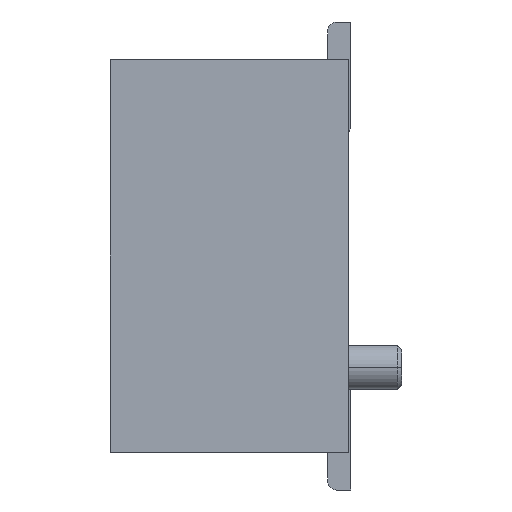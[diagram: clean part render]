
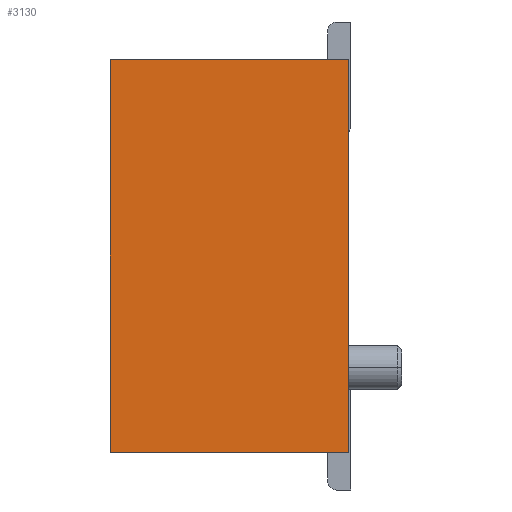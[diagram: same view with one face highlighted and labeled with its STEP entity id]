
A CAD part, left-side view. The second image highlights one B-rep face of the part: STEP entity #3130.
In plain terms, the highlighted planar face has unit normal (-1, 0, 0).
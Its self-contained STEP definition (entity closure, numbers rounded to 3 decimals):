
#2925=CARTESIAN_POINT('',(10.,3.27,-4.25));
#2926=VERTEX_POINT('',#2925);
#2933=CARTESIAN_POINT('',(10.,3.27,0.15));
#2934=VERTEX_POINT('',#2933);
#2935=CARTESIAN_POINT('',(10.,3.27,-4.25));
#2936=DIRECTION('',(0.,0.,1.));
#2937=VECTOR('',#2936,4.4);
#2938=LINE('',#2935,#2937);
#2939=EDGE_CURVE('',#2926,#2934,#2938,.T.);
#3100=CARTESIAN_POINT('',(10.,0.6,-3.875));
#3101=DIRECTION('',(0.,0.,1.));
#3102=DIRECTION('',(-1.,0.,0.));
#3103=AXIS2_PLACEMENT_3D('',#3100,#3102,#3101);
#3104=PLANE('',#3103);
#3105=CARTESIAN_POINT('',(10.,0.6,-4.25));
#3106=VERTEX_POINT('',#3105);
#3107=CARTESIAN_POINT('',(10.,0.6,0.15));
#3108=VERTEX_POINT('',#3107);
#3109=CARTESIAN_POINT('',(10.,0.6,-4.25));
#3110=DIRECTION('',(0.,0.,1.));
#3111=VECTOR('',#3110,4.4);
#3112=LINE('',#3109,#3111);
#3113=EDGE_CURVE('',#3106,#3108,#3112,.T.);
#3114=ORIENTED_EDGE('',*,*,#3113,.T.);
#3115=CARTESIAN_POINT('',(10.,3.27,0.15));
#3116=DIRECTION('',(0.,-1.,0.));
#3117=VECTOR('',#3116,2.67);
#3118=LINE('',#3115,#3117);
#3119=EDGE_CURVE('',#2934,#3108,#3118,.T.);
#3120=ORIENTED_EDGE('',*,*,#3119,.F.);
#3121=ORIENTED_EDGE('',*,*,#2939,.F.);
#3122=CARTESIAN_POINT('',(10.,0.6,-4.25));
#3123=DIRECTION('',(0.,1.,0.));
#3124=VECTOR('',#3123,2.67);
#3125=LINE('',#3122,#3124);
#3126=EDGE_CURVE('',#3106,#2926,#3125,.T.);
#3127=ORIENTED_EDGE('',*,*,#3126,.F.);
#3128=EDGE_LOOP('',(#3114,#3120,#3121,#3127));
#3129=FACE_OUTER_BOUND('',#3128,.T.);
#3130=ADVANCED_FACE('',(#3129),#3104,.T.);
